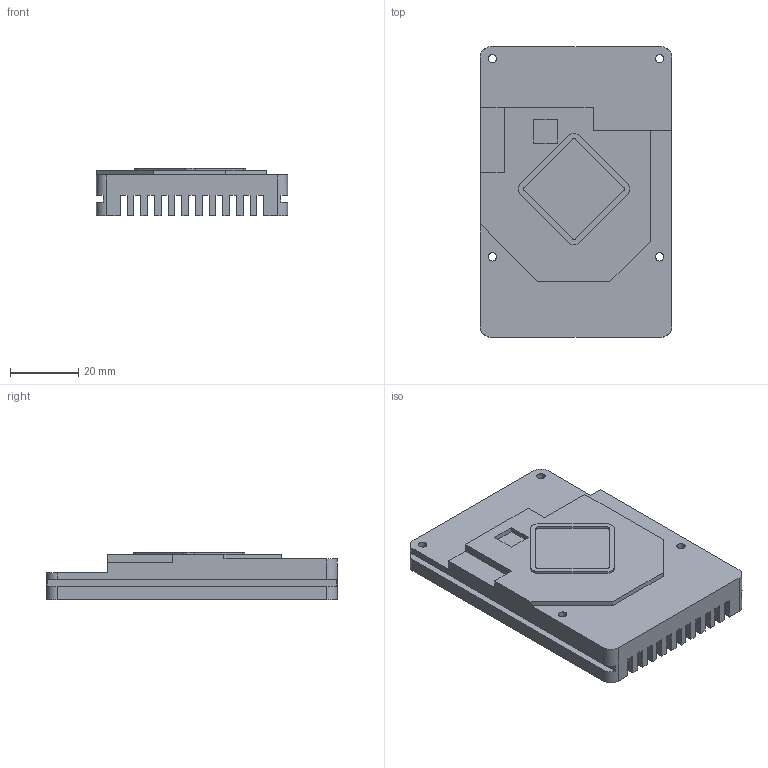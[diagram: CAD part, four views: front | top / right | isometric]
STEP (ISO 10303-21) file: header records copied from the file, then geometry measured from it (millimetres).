
FILE_DESCRIPTION((''),'2;1');
FILE_NAME('1225-AL-1','2019-02-26T',('Administrator'),(''),'PRO/ENGINEER BY PARAMETRIC TECHNOLOGY CORPORATION, 2010480','PRO/ENGINEER BY PARAMETRIC TECHNOLOGY CORPORATION, 2010480','');
FILE_SCHEMA(('CONFIG_CONTROL_DESIGN'));
Length unit declared in the file: millimetre
Products named in the file (1): 1225-AL-1
Bounding box: 56 x 85 x 14 mm (x, y, z)
Volume: 43209.7 mm3; surface area: 24975.8 mm2
Topology: 1 solids, 1 shells, 105 faces, 304 edges, 204 vertices
Faces by surface type: plane 85, cylinder 20
Entity records: 3496 total; most frequent: CARTESIAN_POINT 613, ORIENTED_EDGE 608, DIRECTION 566, EDGE_CURVE 304, VECTOR 252, LINE 252, VERTEX_POINT 204, AXIS2_PLACEMENT_3D 157
